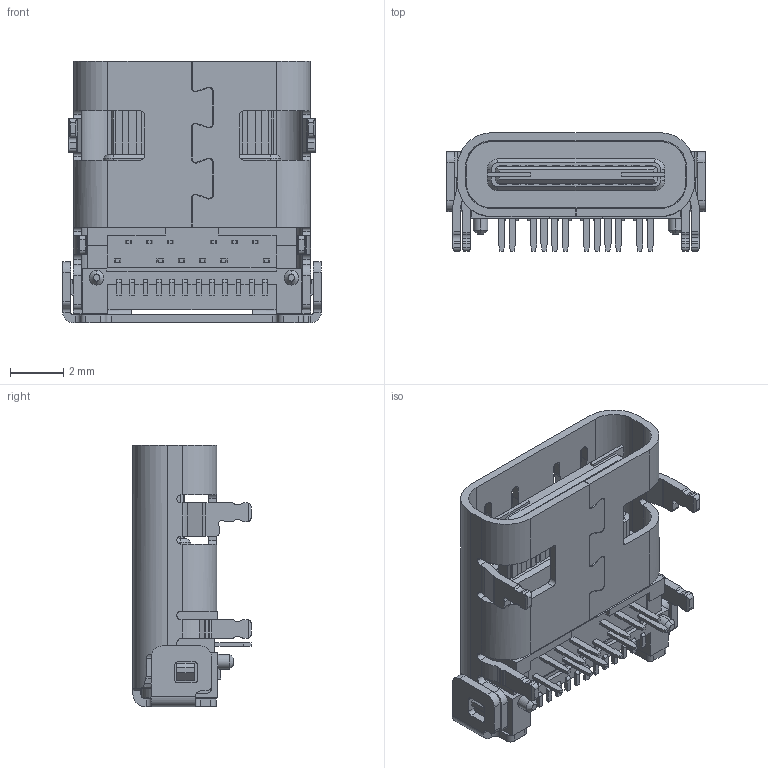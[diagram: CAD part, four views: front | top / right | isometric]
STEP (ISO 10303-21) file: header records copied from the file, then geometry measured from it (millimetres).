
FILE_DESCRIPTION(('FreeCAD Model'),'2;1');
FILE_NAME('Open CASCADE Shape Model','2024-03-13T02:54:27',(''),(''), 'Open CASCADE STEP processor 7.7','FreeCAD','Unknown');
FILE_SCHEMA(('AUTOMOTIVE_DESIGN { 1 0 10303 214 1 1 1 1 }'));
Length unit declared in the file: millimetre
Products named in the file (4): U262-241N-4BV60; Compound; Shell; Compound001
Assembly tree (3 placements, depth 2):
  U262-241N-4BV60
    Compound
    Shell
    Compound001
Bounding box: 9.75 x 4.46 x 9.87 mm (x, y, z)
Surface area: 625 mm2 (no closed solid volume)
Topology: 0 solids, 53 shells, 733 faces, 2487 edges, 1760 vertices
Faces by surface type: plane 507, cylinder 212, cone 8, extrusion 6
Entity records: 27568 total; most frequent: CARTESIAN_POINT 5336, DIRECTION 4390, ORIENTED_EDGE 4301, EDGE_CURVE 2487, VECTOR 1956, LINE 1950, VERTEX_POINT 1760, AXIS2_PLACEMENT_3D 1217
